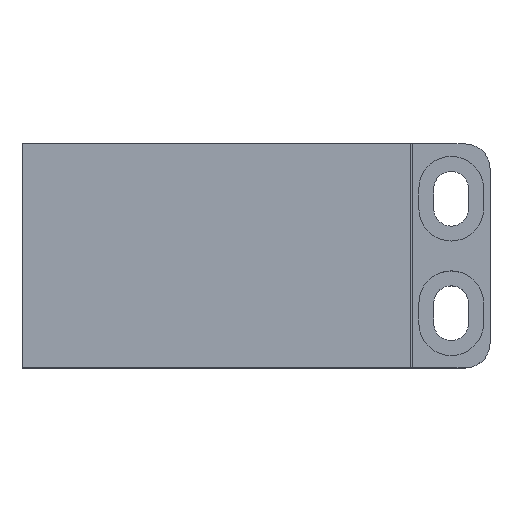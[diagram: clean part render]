
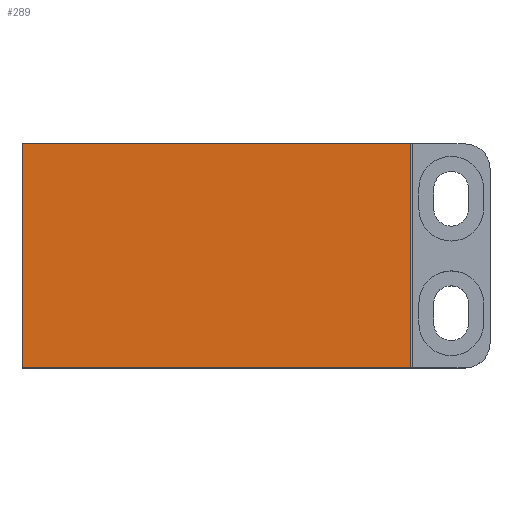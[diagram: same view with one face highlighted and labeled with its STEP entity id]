
A CAD part, top view. The second image highlights one B-rep face of the part: STEP entity #289.
In plain terms, the highlighted planar face has unit normal (0, 0, 1).
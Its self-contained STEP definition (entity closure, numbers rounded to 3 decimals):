
#15 = ORIENTED_EDGE ( 'NONE', *, *, #1022, .T. ) ;
#27 = EDGE_LOOP ( 'NONE', ( #187, #44, #15, #39 ) ) ;
#39 = ORIENTED_EDGE ( 'NONE', *, *, #1027, .T. ) ;
#44 = ORIENTED_EDGE ( 'NONE', *, *, #956, .T. ) ;
#187 = ORIENTED_EDGE ( 'NONE', *, *, #963, .T. ) ;
#244 = VECTOR ( 'NONE', #825, 1000. ) ;
#247 = VECTOR ( 'NONE', #839, 1000. ) ;
#261 = LINE ( 'NONE', #822, #244 ) ;
#273 = LINE ( 'NONE', #833, #247 ) ;
#289 = ADVANCED_FACE ( 'NONE', ( #364 ), #619, .T. ) ;
#364 = FACE_OUTER_BOUND ( 'NONE', #27, .T. ) ;
#436 = VECTOR ( 'NONE', #584, 1000. ) ;
#446 = LINE ( 'NONE', #498, #436 ) ;
#458 = LINE ( 'NONE', #484, #466 ) ;
#466 = VECTOR ( 'NONE', #733, 1000. ) ;
#484 = CARTESIAN_POINT ( 'NONE',  ( 15.55, 11.25, 7.9 ) ) ;
#498 = CARTESIAN_POINT ( 'NONE',  ( -23.5, 11.25, 7.9 ) ) ;
#568 = CARTESIAN_POINT ( 'NONE',  ( -23.5, -11.25, 7.9 ) ) ;
#584 = DIRECTION ( 'NONE',  ( -1., 0., 0. ) ) ;
#619 = PLANE ( 'NONE',  #974 ) ;
#665 = CARTESIAN_POINT ( 'NONE',  ( -23.5, 11.25, 7.9 ) ) ;
#697 = DIRECTION ( 'NONE',  ( 1., 0., 0. ) ) ;
#733 = DIRECTION ( 'NONE',  ( 0., 1., 0. ) ) ;
#766 = DIRECTION ( 'NONE',  ( 0., 0., 1. ) ) ;
#786 = CARTESIAN_POINT ( 'NONE',  ( -23.5, -11.25, 7.9 ) ) ;
#796 = CARTESIAN_POINT ( 'NONE',  ( 15.55, -11.25, 7.9 ) ) ;
#797 = CARTESIAN_POINT ( 'NONE',  ( 15.55, 11.25, 7.9 ) ) ;
#822 = CARTESIAN_POINT ( 'NONE',  ( -23.5, -11.25, 7.9 ) ) ;
#825 = DIRECTION ( 'NONE',  ( 1., 0., 0. ) ) ;
#833 = CARTESIAN_POINT ( 'NONE',  ( -23.5, 11.25, 7.9 ) ) ;
#839 = DIRECTION ( 'NONE',  ( 0., -1., 0. ) ) ;
#895 = VERTEX_POINT ( 'NONE', #665 ) ;
#919 = VERTEX_POINT ( 'NONE', #786 ) ;
#930 = VERTEX_POINT ( 'NONE', #796 ) ;
#931 = VERTEX_POINT ( 'NONE', #797 ) ;
#956 = EDGE_CURVE ( 'NONE', #919, #930, #261, .T. ) ;
#963 = EDGE_CURVE ( 'NONE', #895, #919, #273, .T. ) ;
#974 = AXIS2_PLACEMENT_3D ( 'NONE', #568, #766, #697 ) ;
#1022 = EDGE_CURVE ( 'NONE', #930, #931, #458, .T. ) ;
#1027 = EDGE_CURVE ( 'NONE', #931, #895, #446, .T. ) ;
